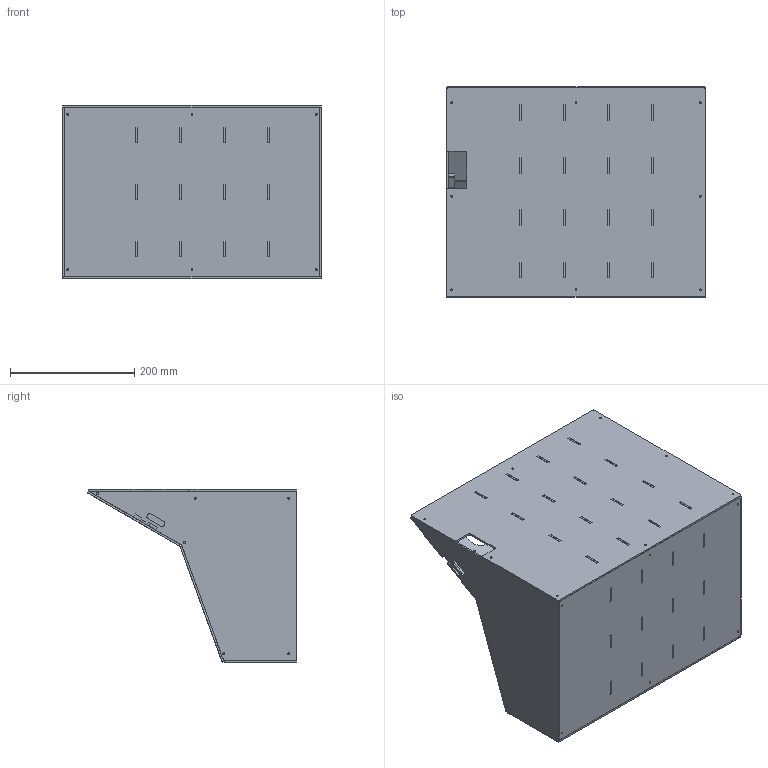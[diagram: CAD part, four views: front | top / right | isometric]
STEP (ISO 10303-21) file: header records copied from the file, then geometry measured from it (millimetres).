
FILE_DESCRIPTION (( 'STEP AP214' ), '1' );
FILE_NAME ('Box_v2.1.STEP', '2025-07-04T07:08:54', ( '' ), ( '' ), 'SwSTEP 2.0', 'SolidWorks 2022', '' );
FILE_SCHEMA (( 'AUTOMOTIVE_DESIGN' ));
Length unit declared in the file: millimetre
Products named in the file (1): Box_v2.1
Bounding box: 417 x 338.16 x 280 mm (x, y, z)
Volume: 2406261.1 mm3; surface area: 1661278.4 mm2
Topology: 22 solids, 22 shells, 1071 faces, 3015 edges, 2010 vertices
Faces by surface type: plane 612, cylinder 459
Entity records: 37999 total; most frequent: CARTESIAN_POINT 6127, DIRECTION 6069, ORIENTED_EDGE 6030, EDGE_CURVE 3015, VECTOR 2085, LINE 2085, VERTEX_POINT 2010, AXIS2_PLACEMENT_3D 1992
